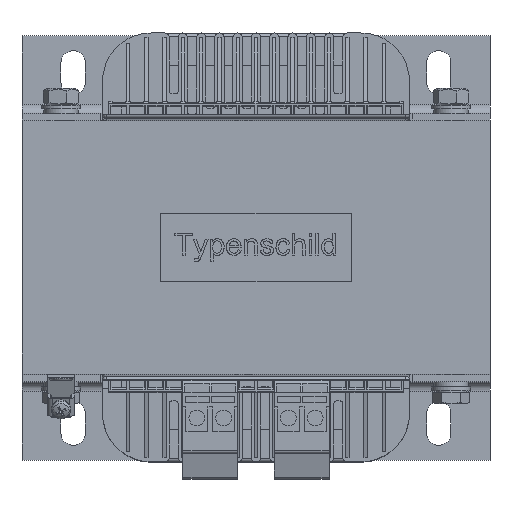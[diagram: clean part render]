
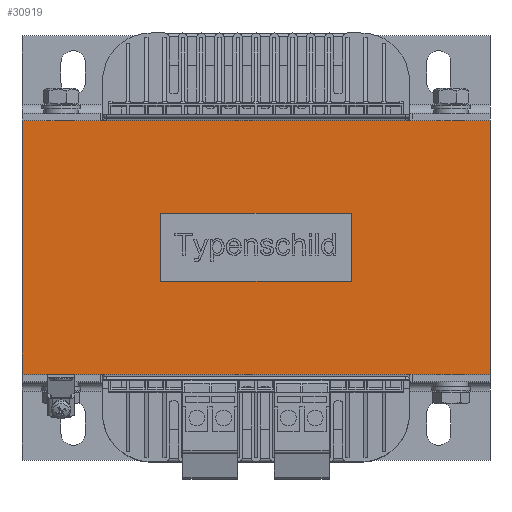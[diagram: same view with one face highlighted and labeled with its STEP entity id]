
A CAD part, top view. The second image highlights one B-rep face of the part: STEP entity #30919.
In plain terms, the highlighted planar face has unit normal (0, 0, 1).
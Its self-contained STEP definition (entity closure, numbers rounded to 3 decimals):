
#561=FACE_BOUND('',#3989,.T.);
#790=PLANE('',#32724);
#2330=FACE_OUTER_BOUND('',#3988,.T.);
#3988=EDGE_LOOP('',(#22169,#22170,#22171,#22172));
#3989=EDGE_LOOP('',(#22173,#22174,#22175,#22176));
#5252=LINE('',#43029,#8557);
#5255=LINE('',#43035,#8560);
#5258=LINE('',#43041,#8563);
#5261=LINE('',#43045,#8566);
#5601=LINE('',#45453,#8906);
#5697=LINE('',#45704,#9002);
#5817=LINE('',#46282,#9122);
#5818=LINE('',#46283,#9123);
#8557=VECTOR('',#34779,10.);
#8560=VECTOR('',#34784,10.);
#8563=VECTOR('',#34789,10.);
#8566=VECTOR('',#34794,10.);
#8906=VECTOR('',#35536,10.);
#9002=VECTOR('',#35746,10.);
#9122=VECTOR('',#36320,10.);
#9123=VECTOR('',#36321,10.);
#12807=VERTEX_POINT('',#43026);
#12808=VERTEX_POINT('',#43028);
#12810=VERTEX_POINT('',#43034);
#12812=VERTEX_POINT('',#43040);
#13189=VERTEX_POINT('',#45450);
#13190=VERTEX_POINT('',#45452);
#13287=VERTEX_POINT('',#45701);
#13288=VERTEX_POINT('',#45703);
#15732=EDGE_CURVE('',#12807,#12808,#5252,.T.);
#15735=EDGE_CURVE('',#12808,#12810,#5255,.T.);
#15738=EDGE_CURVE('',#12810,#12812,#5258,.T.);
#15741=EDGE_CURVE('',#12812,#12807,#5261,.T.);
#16301=EDGE_CURVE('',#13190,#13189,#5601,.T.);
#16427=EDGE_CURVE('',#13288,#13287,#5697,.T.);
#16694=EDGE_CURVE('',#13189,#13288,#5817,.T.);
#16695=EDGE_CURVE('',#13287,#13190,#5818,.T.);
#22169=ORIENTED_EDGE('',*,*,#16694,.T.);
#22170=ORIENTED_EDGE('',*,*,#16427,.T.);
#22171=ORIENTED_EDGE('',*,*,#16695,.T.);
#22172=ORIENTED_EDGE('',*,*,#16301,.T.);
#22173=ORIENTED_EDGE('',*,*,#15741,.F.);
#22174=ORIENTED_EDGE('',*,*,#15738,.F.);
#22175=ORIENTED_EDGE('',*,*,#15735,.F.);
#22176=ORIENTED_EDGE('',*,*,#15732,.F.);
#30919=ADVANCED_FACE('',(#2330,#561),#790,.T.);
#32724=AXIS2_PLACEMENT_3D('',#46281,#36318,#36319);
#34779=DIRECTION('',(1.,0.,0.));
#34784=DIRECTION('',(0.,1.,0.));
#34789=DIRECTION('',(-1.,0.,0.));
#34794=DIRECTION('',(0.,-1.,0.));
#35536=DIRECTION('',(0.,-1.,0.));
#35746=DIRECTION('',(0.,1.,0.));
#36318=DIRECTION('center_axis',(0.,0.,1.));
#36319=DIRECTION('ref_axis',(-1.,0.,0.));
#36320=DIRECTION('',(1.,0.,0.));
#36321=DIRECTION('',(-1.,0.,0.));
#43026=CARTESIAN_POINT('',(-39.,-14.,80.));
#43028=CARTESIAN_POINT('',(39.,-14.,80.));
#43029=CARTESIAN_POINT('',(-39.,-14.,80.));
#43034=CARTESIAN_POINT('',(39.,14.,80.));
#43035=CARTESIAN_POINT('',(39.,-14.,80.));
#43040=CARTESIAN_POINT('',(-39.,14.,80.));
#43041=CARTESIAN_POINT('',(39.,14.,80.));
#43045=CARTESIAN_POINT('',(-39.,14.,80.));
#45450=CARTESIAN_POINT('',(-96.,-52.,80.));
#45452=CARTESIAN_POINT('',(-96.,52.,80.));
#45453=CARTESIAN_POINT('',(-96.,0.,80.));
#45701=CARTESIAN_POINT('',(96.,52.,80.));
#45703=CARTESIAN_POINT('',(96.,-52.,80.));
#45704=CARTESIAN_POINT('',(96.,0.,80.));
#46281=CARTESIAN_POINT('Origin',(-96.,0.,80.));
#46282=CARTESIAN_POINT('',(-96.,-52.,80.));
#46283=CARTESIAN_POINT('',(-96.,52.,80.));
